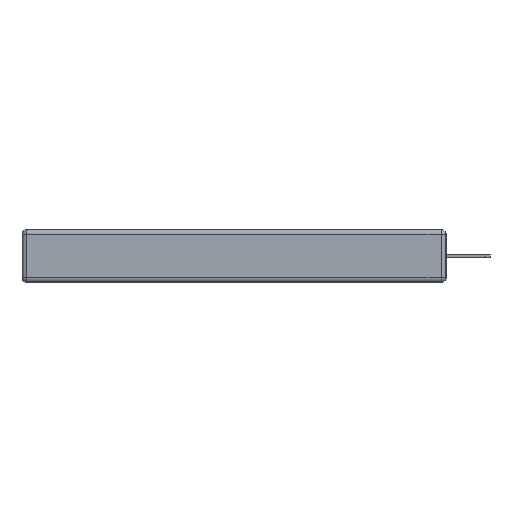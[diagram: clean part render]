
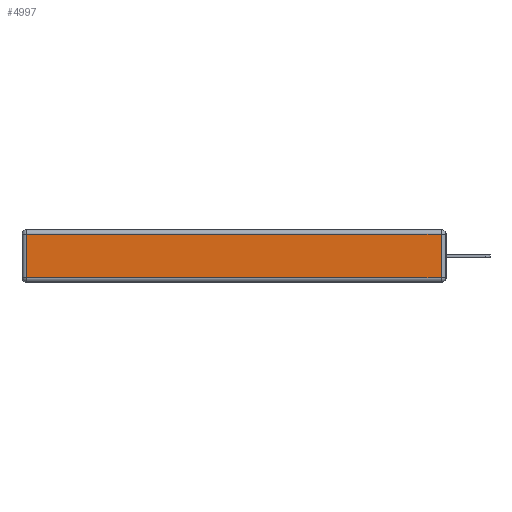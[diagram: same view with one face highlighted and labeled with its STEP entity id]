
A CAD part, left-side view. The second image highlights one B-rep face of the part: STEP entity #4997.
In plain terms, the highlighted planar face has unit normal (-1, 0, 0).
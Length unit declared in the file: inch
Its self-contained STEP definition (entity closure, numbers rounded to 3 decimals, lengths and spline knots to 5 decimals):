
#1244 = AXIS2_PLACEMENT_3D ( 'NONE', #4756, #10720, #7319 ) ;
#1593 = VERTEX_POINT ( 'NONE', #12777 ) ;
#1821 = CARTESIAN_POINT ( 'NONE',  ( 0., 2.72, -0.343 ) ) ;
#2206 = VECTOR ( 'NONE', #8075, 39.37008 ) ;
#2981 = LINE ( 'NONE', #5145, #5502 ) ;
#3703 = CARTESIAN_POINT ( 'NONE',  ( 0., 0.03, -0.03 ) ) ;
#4162 = CARTESIAN_POINT ( 'NONE',  ( 0., 2.75, -0.03 ) ) ;
#4475 = ORIENTED_EDGE ( 'NONE', *, *, #9648, .T. ) ;
#4557 = ORIENTED_EDGE ( 'NONE', *, *, #9674, .T. ) ;
#4756 = CARTESIAN_POINT ( 'NONE',  ( 0., 0., -0.343 ) ) ;
#4853 = ORIENTED_EDGE ( 'NONE', *, *, #9675, .T. ) ;
#4869 = PLANE ( 'NONE',  #1244 ) ;
#4997 = ADVANCED_FACE ( 'NONE', ( #11490 ), #4869, .T. ) ;
#5145 = CARTESIAN_POINT ( 'NONE',  ( 0., 0., -0.313 ) ) ;
#5177 = LINE ( 'NONE', #1821, #2206 ) ;
#5190 = DIRECTION ( 'NONE',  ( 0., 1., 0. ) ) ;
#5222 = ORIENTED_EDGE ( 'NONE', *, *, #9693, .T. ) ;
#5240 = VERTEX_POINT ( 'NONE', #10627 ) ;
#5502 = VECTOR ( 'NONE', #9053, 39.37008 ) ;
#6810 = CARTESIAN_POINT ( 'NONE',  ( 0., 0.03, -0.313 ) ) ;
#7319 = DIRECTION ( 'NONE',  ( 0., 0., 1. ) ) ;
#7762 = VECTOR ( 'NONE', #5190, 39.37008 ) ;
#7955 = EDGE_LOOP ( 'NONE', ( #4475, #4557, #4853, #5222 ) ) ;
#8062 = LINE ( 'NONE', #4162, #7762 ) ;
#8075 = DIRECTION ( 'NONE',  ( 0., 0., -1. ) ) ;
#9053 = DIRECTION ( 'NONE',  ( 0., -1., 0. ) ) ;
#9099 = DIRECTION ( 'NONE',  ( 0., 0., 1. ) ) ;
#9648 = EDGE_CURVE ( 'NONE', #5240, #10388, #2981, .T. ) ;
#9674 = EDGE_CURVE ( 'NONE', #10388, #10340, #10738, .T. ) ;
#9675 = EDGE_CURVE ( 'NONE', #10340, #1593, #8062, .T. ) ;
#9693 = EDGE_CURVE ( 'NONE', #1593, #5240, #5177, .T. ) ;
#10340 = VERTEX_POINT ( 'NONE', #3703 ) ;
#10388 = VERTEX_POINT ( 'NONE', #6810 ) ;
#10627 = CARTESIAN_POINT ( 'NONE',  ( 0., 2.72, -0.313 ) ) ;
#10720 = DIRECTION ( 'NONE',  ( -1., 0., 0. ) ) ;
#10738 = LINE ( 'NONE', #11048, #12785 ) ;
#11048 = CARTESIAN_POINT ( 'NONE',  ( 0., 0.03, -0.343 ) ) ;
#11490 = FACE_OUTER_BOUND ( 'NONE', #7955, .T. ) ;
#12777 = CARTESIAN_POINT ( 'NONE',  ( 0., 2.72, -0.03 ) ) ;
#12785 = VECTOR ( 'NONE', #9099, 39.37008 ) ;
